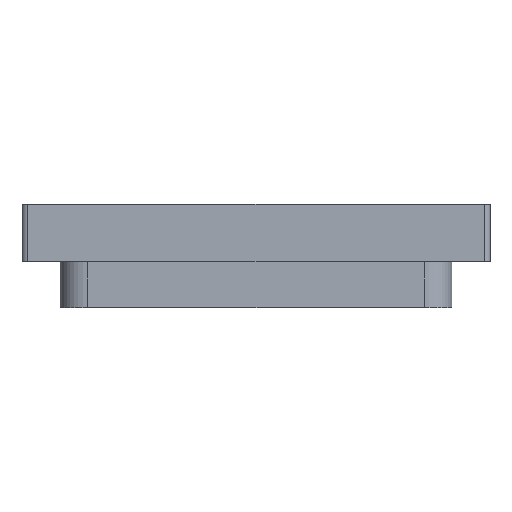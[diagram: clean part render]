
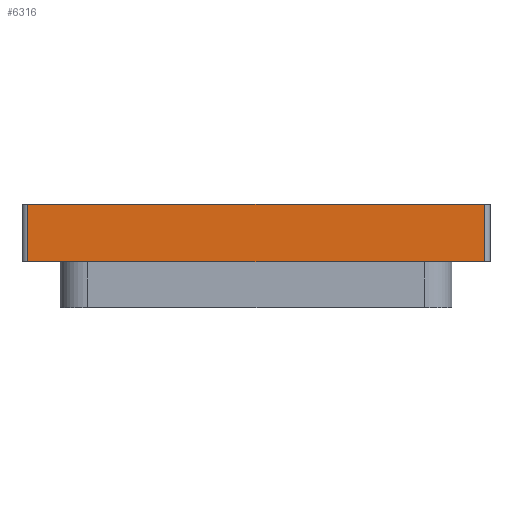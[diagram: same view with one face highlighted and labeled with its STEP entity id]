
A CAD part, front view. The second image highlights one B-rep face of the part: STEP entity #6316.
In plain terms, the highlighted planar face has unit normal (0, -1, 0).
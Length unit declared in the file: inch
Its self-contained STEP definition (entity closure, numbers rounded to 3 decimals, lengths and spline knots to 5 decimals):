
#16 = CARTESIAN_POINT ( 'NONE',  ( 0., -3.56961, 0.40535 ) ) ;
#54 = LINE ( 'NONE', #16, #4860 ) ;
#119 = ORIENTED_EDGE ( 'NONE', *, *, #2198, .F. ) ;
#481 = CARTESIAN_POINT ( 'NONE',  ( 3.27548, -3.56961, 0.40535 ) ) ;
#543 = VECTOR ( 'NONE', #6528, 39.37008 ) ;
#632 = LINE ( 'NONE', #481, #543 ) ;
#737 = VERTEX_POINT ( 'NONE', #6933 ) ;
#752 = ORIENTED_EDGE ( 'NONE', *, *, #2267, .F. ) ;
#793 = CARTESIAN_POINT ( 'NONE',  ( 0.03937, -3.56961, 0.40535 ) ) ;
#1532 = LINE ( 'NONE', #4580, #2046 ) ;
#1542 = EDGE_LOOP ( 'NONE', ( #119, #752, #4576, #2535 ) ) ;
#1675 = PLANE ( 'NONE',  #6485 ) ;
#1925 = VERTEX_POINT ( 'NONE', #3199 ) ;
#2005 = EDGE_CURVE ( 'NONE', #6970, #737, #3083, .T. ) ;
#2046 = VECTOR ( 'NONE', #2186, 39.37008 ) ;
#2186 = DIRECTION ( 'NONE',  ( -1., 0., 0. ) ) ;
#2198 = EDGE_CURVE ( 'NONE', #1925, #5480, #632, .T. ) ;
#2267 = EDGE_CURVE ( 'NONE', #737, #1925, #54, .T. ) ;
#2535 = ORIENTED_EDGE ( 'NONE', *, *, #5780, .F. ) ;
#2875 = DIRECTION ( 'NONE',  ( 1., 0., 0. ) ) ;
#2899 = CARTESIAN_POINT ( 'NONE',  ( 3.27548, -3.56961, 0. ) ) ;
#3083 = LINE ( 'NONE', #793, #3688 ) ;
#3199 = CARTESIAN_POINT ( 'NONE',  ( 3.27548, -3.56961, 0.40535 ) ) ;
#3688 = VECTOR ( 'NONE', #5430, 39.37008 ) ;
#4576 = ORIENTED_EDGE ( 'NONE', *, *, #2005, .F. ) ;
#4580 = CARTESIAN_POINT ( 'NONE',  ( 0., -3.56961, 0. ) ) ;
#4860 = VECTOR ( 'NONE', #2875, 39.37008 ) ;
#5430 = DIRECTION ( 'NONE',  ( 0., 0., 1. ) ) ;
#5480 = VERTEX_POINT ( 'NONE', #2899 ) ;
#5780 = EDGE_CURVE ( 'NONE', #5480, #6970, #1532, .T. ) ;
#5958 = DIRECTION ( 'NONE',  ( 0., 0., 1. ) ) ;
#6316 = ADVANCED_FACE ( 'NONE', ( #6494 ), #1675, .F. ) ;
#6485 = AXIS2_PLACEMENT_3D ( 'NONE', #6529, #7065, #5958 ) ;
#6494 = FACE_OUTER_BOUND ( 'NONE', #1542, .T. ) ;
#6528 = DIRECTION ( 'NONE',  ( 0., 0., -1. ) ) ;
#6529 = CARTESIAN_POINT ( 'NONE',  ( 0., -3.56961, 0.40535 ) ) ;
#6933 = CARTESIAN_POINT ( 'NONE',  ( 0.03937, -3.56961, 0.40535 ) ) ;
#6970 = VERTEX_POINT ( 'NONE', #7323 ) ;
#7065 = DIRECTION ( 'NONE',  ( 0., 1., 0. ) ) ;
#7323 = CARTESIAN_POINT ( 'NONE',  ( 0.03937, -3.56961, 0. ) ) ;
